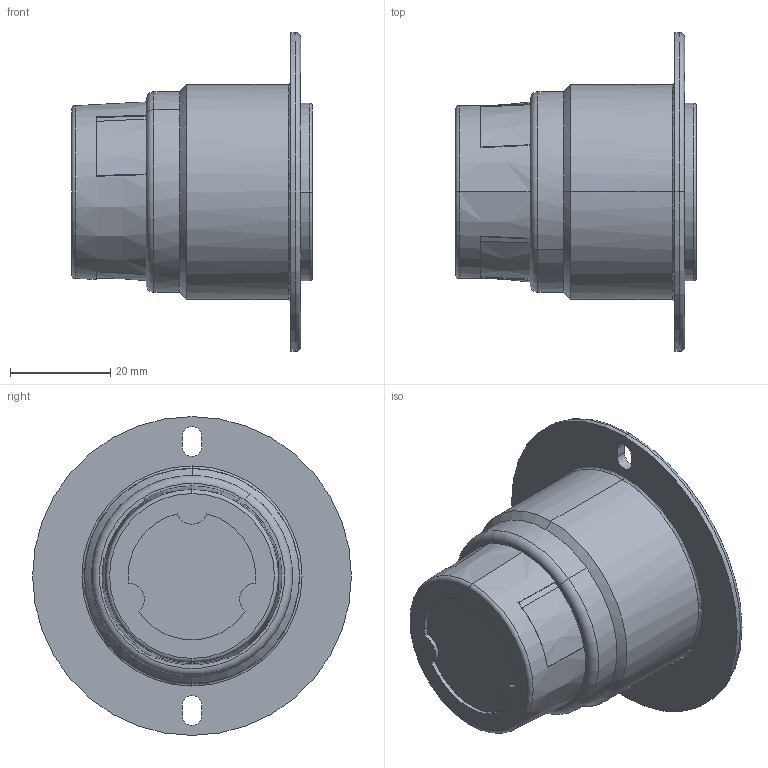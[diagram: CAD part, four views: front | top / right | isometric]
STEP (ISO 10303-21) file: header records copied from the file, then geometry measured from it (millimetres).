
FILE_DESCRIPTION (( 'STEP AP214' ), '1' );
FILE_NAME ('CATSTD-15679-00C-M01.STEP', '2021-07-06T19:04:31', ( '' ), ( '' ), 'SwSTEP 2.0', 'SolidWorks 2020', '' );
FILE_SCHEMA (( 'AUTOMOTIVE_DESIGN' ));
Length unit declared in the file: inch
Products named in the file (1): CATSTD-15679-00C-M01
Bounding box: 47.98 x 63.5 x 63.5 mm (x, y, z)
Volume: 55756.7 mm3; surface area: 18346.9 mm2
Topology: 1 solids, 2 shells, 121 faces, 279 edges, 175 vertices
Faces by surface type: plane 58, cylinder 36, cone 15, torus 12
Entity records: 4898 total; most frequent: CARTESIAN_POINT 882, DIRECTION 628, ORIENTED_EDGE 558, EDGE_CURVE 279, AXIS2_PLACEMENT_3D 243, VERTEX_POINT 175, LINE 142, VECTOR 142
